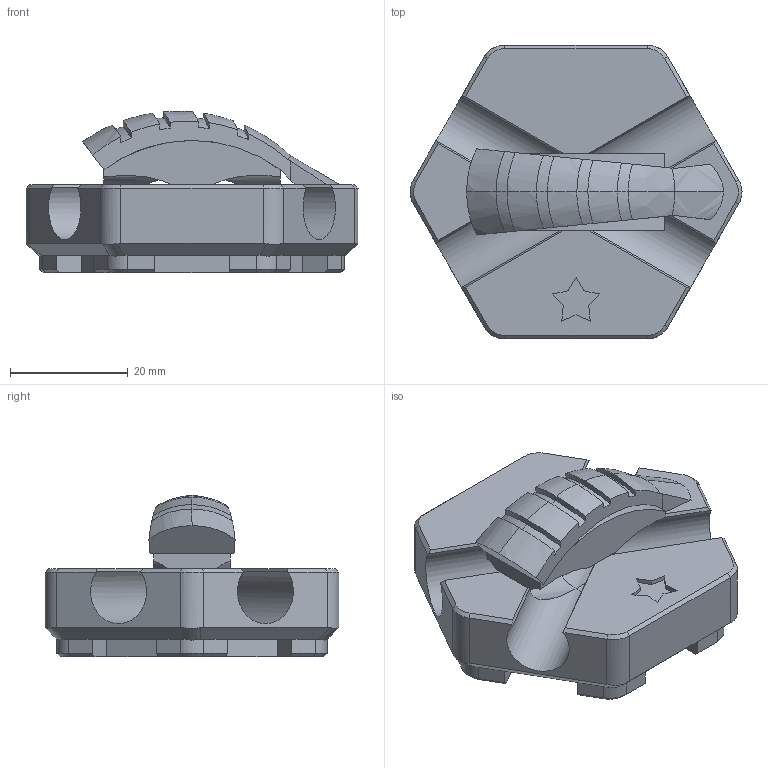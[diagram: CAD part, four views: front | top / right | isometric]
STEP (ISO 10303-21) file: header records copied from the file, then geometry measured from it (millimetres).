
FILE_DESCRIPTION(/* description */ (''),/* implementation_level */ '2;1');
FILE_NAME(/* name */ 'Sushi - Nigiri Ebi.step',/* time_stamp */ '2025-05-08T08:32:03-07:00',/* author */ (''),/* organization */ (''),/* preprocessor_version */ 'ST-DEVELOPER v20.1',/* originating_system */ 'Autodesk Translation Framework v14.4.0.0',/* authorisation */ '');
FILE_SCHEMA (('AUTOMOTIVE_DESIGN { 1 0 10303 214 3 1 1 }'));
Length unit declared in the file: millimetre
Products named in the file (3): Ebi; Component2; Component3
Assembly tree (2 placements, depth 2):
  Ebi
    Component2
    Component3
Bounding box: 56.5 x 50 x 27.46 mm (x, y, z)
Volume: 25892.5 mm3; surface area: 10251.6 mm2
Topology: 3 solids, 3 shells, 185 faces, 475 edges, 297 vertices
Faces by surface type: plane 109, bspline 36, cylinder 28, cone 12
Entity records: 6172 total; most frequent: CARTESIAN_POINT 1734, ORIENTED_EDGE 950, DIRECTION 844, EDGE_CURVE 475, LINE 314, VECTOR 314, VERTEX_POINT 297, AXIS2_PLACEMENT_3D 265
